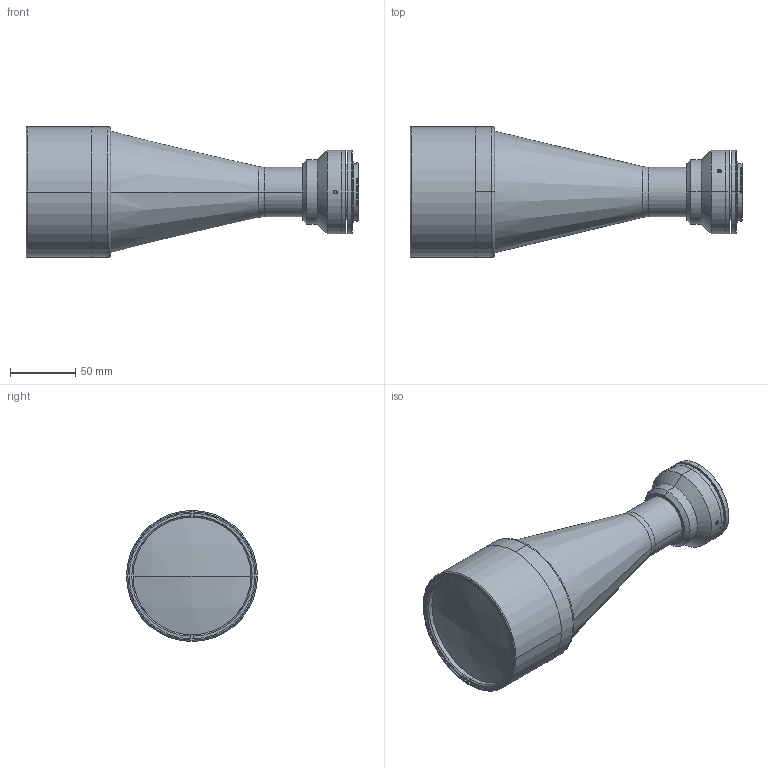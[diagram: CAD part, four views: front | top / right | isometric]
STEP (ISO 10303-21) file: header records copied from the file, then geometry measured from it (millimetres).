
FILE_DESCRIPTION (( 'STEP AP203' ), '1' );
FILE_NAME ('DP71400_TC2MHR064-F.step', '2021-10-01T15:18:16', ( '' ), ( '' ), 'SwSTEP 2.0', 'SolidWorks 2021', '' );
FILE_SCHEMA (( 'CONFIG_CONTROL_DESIGN' ));
Length unit declared in the file: millimetre
Products named in the file (1): DP71400_TC2MHR064-F
Bounding box: 253.59 x 100 x 100 mm (x, y, z)
Surface area: 84424.4 mm2 (no closed solid volume)
Topology: 0 solids, 19 shells, 180 faces, 519 edges, 353 vertices
Faces by surface type: plane 79, cylinder 57, cone 28, torus 12, sphere 4
Entity records: 6101 total; most frequent: CARTESIAN_POINT 1205, DIRECTION 1098, ORIENTED_EDGE 854, EDGE_CURVE 515, AXIS2_PLACEMENT_3D 422, VERTEX_POINT 353, LINE 254, VECTOR 254
